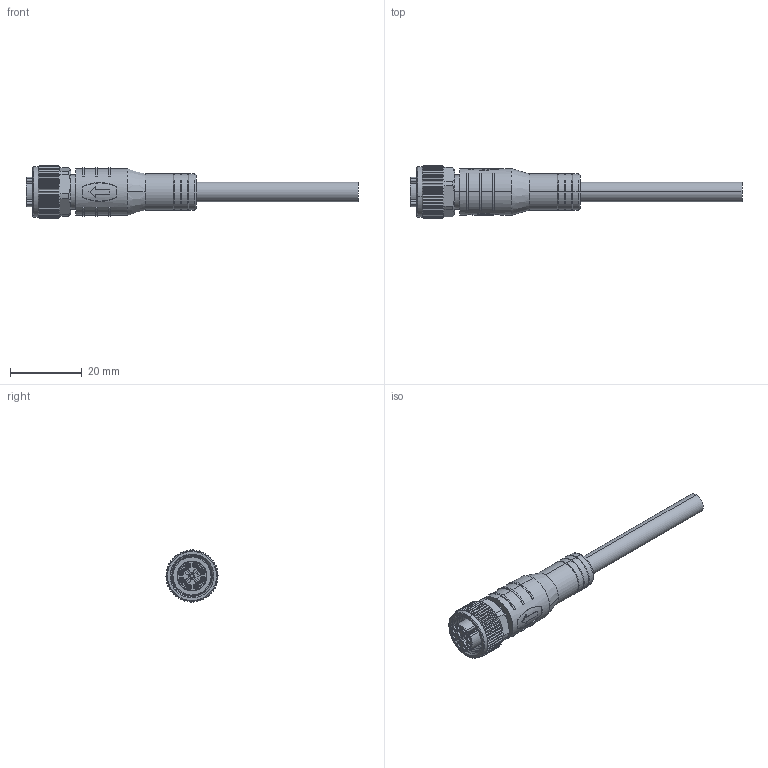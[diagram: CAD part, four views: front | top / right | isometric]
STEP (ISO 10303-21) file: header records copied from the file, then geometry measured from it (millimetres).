
FILE_DESCRIPTION (( 'STEP AP203' ), '1' );
FILE_NAME ('P132.STEP', '2020-05-12T01:45:41', ( 'edpusr' ), ( 'Microsoft' ), 'SwSTEP 2.0', 'SolidWorks 2015', '' );
FILE_SCHEMA (( 'CONFIG_CONTROL_DESIGN' ));
Products named in the file (1): P132
Bounding box: 92.3 x 14.5 x 14.49 mm (x, y, z)
Volume: 5812.5 mm3; surface area: 5267.1 mm2
Topology: 1 solids, 25 shells, 1341 faces, 3453 edges, 2160 vertices
Faces by surface type: plane 517, cylinder 500, cone 222, bspline 94, torus 8
Entity records: 84339 total; most frequent: CARTESIAN_POINT 52442, ORIENTED_EDGE 6854, DIRECTION 6496, EDGE_CURVE 3427, AXIS2_PLACEMENT_3D 2497, VERTEX_POINT 2160, LINE 1502, VECTOR 1502
